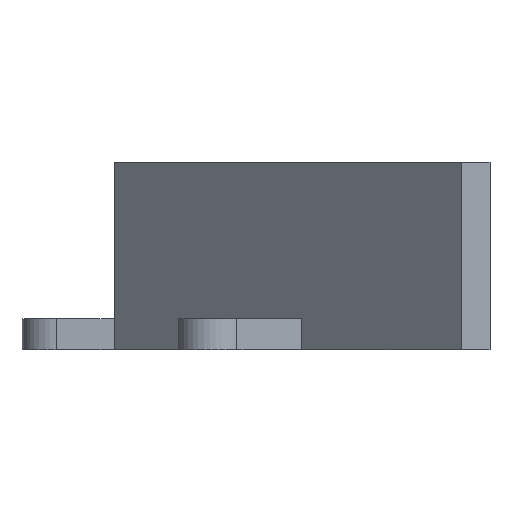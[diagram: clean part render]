
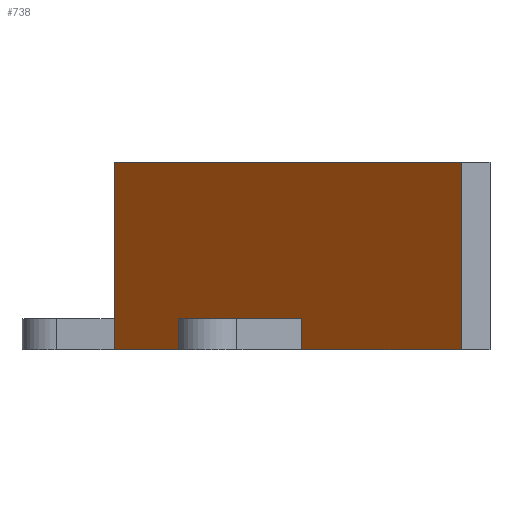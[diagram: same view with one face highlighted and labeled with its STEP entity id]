
A CAD part, left-side view. The second image highlights one B-rep face of the part: STEP entity #738.
In plain terms, the highlighted planar face has unit normal (-0.707, 0.707, 0).
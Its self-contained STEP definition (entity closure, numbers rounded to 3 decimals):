
#84=FACE_OUTER_BOUND('',#120,.T.);
#120=EDGE_LOOP('',(#532,#533,#534,#535,#536,#537,#538,#539));
#168=LINE('',#1081,#254);
#184=LINE('',#1112,#270);
#185=LINE('',#1116,#271);
#186=LINE('',#1118,#272);
#187=LINE('',#1120,#273);
#188=LINE('',#1122,#274);
#189=LINE('',#1123,#275);
#190=LINE('',#1124,#276);
#254=VECTOR('',#869,10.);
#270=VECTOR('',#887,10.);
#271=VECTOR('',#890,10.);
#272=VECTOR('',#891,10.);
#273=VECTOR('',#892,10.);
#274=VECTOR('',#893,10.);
#275=VECTOR('',#894,10.);
#276=VECTOR('',#895,10.);
#338=VERTEX_POINT('',#1078);
#339=VERTEX_POINT('',#1080);
#353=VERTEX_POINT('',#1110);
#354=VERTEX_POINT('',#1114);
#355=VERTEX_POINT('',#1115);
#356=VERTEX_POINT('',#1117);
#357=VERTEX_POINT('',#1119);
#358=VERTEX_POINT('',#1121);
#408=EDGE_CURVE('',#338,#339,#168,.T.);
#424=EDGE_CURVE('',#353,#338,#184,.T.);
#425=EDGE_CURVE('',#354,#355,#185,.T.);
#426=EDGE_CURVE('',#356,#355,#186,.T.);
#427=EDGE_CURVE('',#357,#356,#187,.T.);
#428=EDGE_CURVE('',#357,#358,#188,.T.);
#429=EDGE_CURVE('',#358,#339,#189,.T.);
#430=EDGE_CURVE('',#353,#354,#190,.T.);
#532=ORIENTED_EDGE('',*,*,#425,.T.);
#533=ORIENTED_EDGE('',*,*,#426,.F.);
#534=ORIENTED_EDGE('',*,*,#427,.F.);
#535=ORIENTED_EDGE('',*,*,#428,.T.);
#536=ORIENTED_EDGE('',*,*,#429,.T.);
#537=ORIENTED_EDGE('',*,*,#408,.F.);
#538=ORIENTED_EDGE('',*,*,#424,.F.);
#539=ORIENTED_EDGE('',*,*,#430,.T.);
#710=PLANE('',#797);
#738=ADVANCED_FACE('',(#84),#710,.T.);
#797=AXIS2_PLACEMENT_3D('',#1113,#888,#889);
#869=DIRECTION('',(-0.707,-0.707,0.));
#887=DIRECTION('',(0.,0.,1.));
#888=DIRECTION('center_axis',(-0.707,0.707,0.));
#889=DIRECTION('ref_axis',(-0.707,-0.707,0.));
#890=DIRECTION('',(0.,0.,1.));
#891=DIRECTION('',(0.707,0.707,0.));
#892=DIRECTION('',(0.,0.,1.));
#893=DIRECTION('',(-0.707,-0.707,0.));
#894=DIRECTION('',(0.,0.,1.));
#895=DIRECTION('',(-0.707,-0.707,0.));
#1078=CARTESIAN_POINT('',(-152.071,6.5,60.));
#1080=CARTESIAN_POINT('',(-263.137,-104.566,60.));
#1081=CARTESIAN_POINT('',(-152.071,6.5,60.));
#1110=CARTESIAN_POINT('',(-152.071,6.5,0.));
#1112=CARTESIAN_POINT('',(-152.071,6.5,0.));
#1113=CARTESIAN_POINT('Origin',(-152.071,6.5,0.));
#1114=CARTESIAN_POINT('',(-196.507,-37.936,0.));
#1115=CARTESIAN_POINT('',(-196.507,-37.936,10.));
#1116=CARTESIAN_POINT('',(-196.507,-37.936,0.));
#1117=CARTESIAN_POINT('',(-212.064,-53.493,10.));
#1118=CARTESIAN_POINT('',(-263.137,-104.566,10.));
#1119=CARTESIAN_POINT('',(-212.064,-53.493,0.));
#1120=CARTESIAN_POINT('',(-212.064,-53.493,0.));
#1121=CARTESIAN_POINT('',(-263.137,-104.566,0.));
#1122=CARTESIAN_POINT('',(-152.071,6.5,0.));
#1123=CARTESIAN_POINT('',(-263.137,-104.566,0.));
#1124=CARTESIAN_POINT('',(-152.071,6.5,0.));
